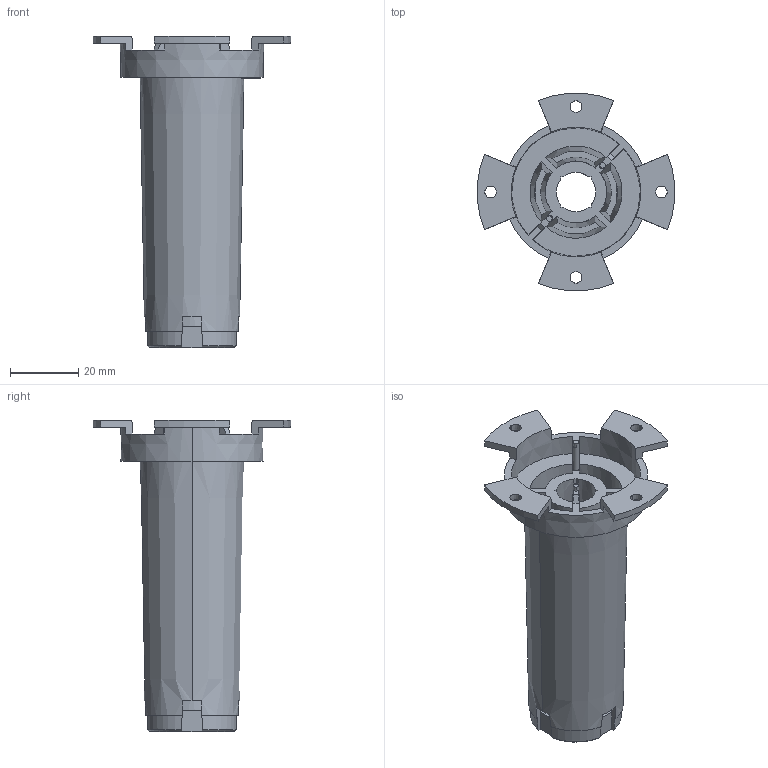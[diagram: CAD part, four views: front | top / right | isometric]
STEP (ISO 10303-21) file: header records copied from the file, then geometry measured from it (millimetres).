
FILE_DESCRIPTION((''),'2;1');
FILE_NAME('71920_071_313','2017-02-16T',('Burkhard Guenter'),('Auer Lighting GmbH'),'PRO/ENGINEER BY PARAMETRIC TECHNOLOGY CORPORATION, 2010330','PRO/ENGINEER BY PARAMETRIC TECHNOLOGY CORPORATION, 2010330','');
FILE_SCHEMA(('CONFIG_CONTROL_DESIGN'));
Length unit declared in the file: millimetre
Products named in the file (1): 71920_071_313
Bounding box: 57.82 x 57.82 x 91.15 mm (x, y, z)
Volume: 29879.8 mm3; surface area: 27658.5 mm2
Topology: 1 solids, 1 shells, 344 faces, 980 edges, 650 vertices
Faces by surface type: plane 179, extrusion 117, cone 46, torus 2
Entity records: 14922 total; most frequent: CARTESIAN_POINT 3424, ORIENTED_EDGE 1960, DIRECTION 1361, PRESENTATION_STYLE_ASSIGNMENT 981, STYLED_ITEM 981, CURVE_STYLE 980, EDGE_CURVE 980, VECTOR 651
